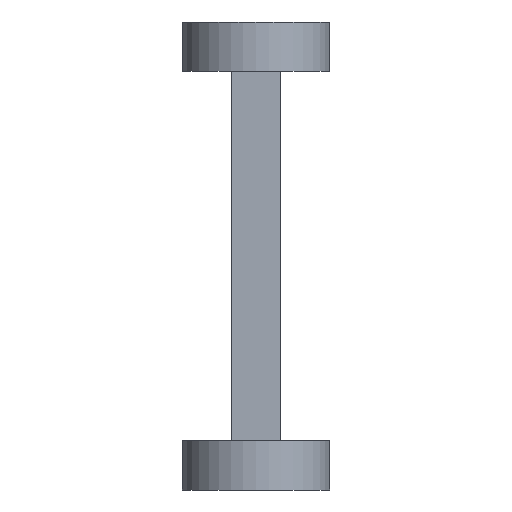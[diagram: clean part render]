
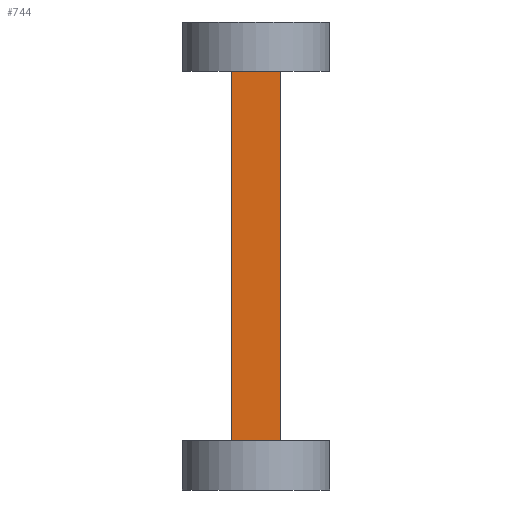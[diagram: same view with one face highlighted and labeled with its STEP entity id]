
A CAD part, front view. The second image highlights one B-rep face of the part: STEP entity #744.
In plain terms, the highlighted planar face has unit normal (0, -1, 0).
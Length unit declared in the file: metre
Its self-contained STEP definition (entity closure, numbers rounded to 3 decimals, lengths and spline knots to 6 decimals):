
#4 = EDGE_CURVE ( 'NONE', #138, #30, #565, .T. ) ;
#30 = VERTEX_POINT ( 'NONE', #488 ) ;
#60 = DIRECTION ( 'NONE',  ( 1., 0., 0. ) ) ;
#92 = VECTOR ( 'NONE', #125, 1. ) ;
#115 = LINE ( 'NONE', #680, #92 ) ;
#125 = DIRECTION ( 'NONE',  ( 1., 0., 0. ) ) ;
#138 = VERTEX_POINT ( 'NONE', #408 ) ;
#154 = VECTOR ( 'NONE', #368, 1. ) ;
#179 = ORIENTED_EDGE ( 'NONE', *, *, #445, .T. ) ;
#231 = DIRECTION ( 'NONE',  ( 0., 0., -1. ) ) ;
#232 = ORIENTED_EDGE ( 'NONE', *, *, #547, .F. ) ;
#234 = CARTESIAN_POINT ( 'NONE',  ( 0.004, 0.076, 0.034 ) ) ;
#278 = VECTOR ( 'NONE', #231, 1. ) ;
#290 = CARTESIAN_POINT ( 'NONE',  ( 0.008, 0.076, 0.004 ) ) ;
#339 = CARTESIAN_POINT ( 'NONE',  ( 0.004, 0.076, 0.034 ) ) ;
#364 = CARTESIAN_POINT ( 'NONE',  ( 0.008, 0.076, 0.034 ) ) ;
#368 = DIRECTION ( 'NONE',  ( 0., 0., -1. ) ) ;
#384 = AXIS2_PLACEMENT_3D ( 'NONE', #339, #530, #453 ) ;
#389 = VERTEX_POINT ( 'NONE', #290 ) ;
#390 = FACE_OUTER_BOUND ( 'NONE', #650, .T. ) ;
#392 = EDGE_CURVE ( 'NONE', #138, #631, #415, .T. ) ;
#408 = CARTESIAN_POINT ( 'NONE',  ( 0.004, 0.076, 0.034 ) ) ;
#415 = LINE ( 'NONE', #234, #761 ) ;
#416 = LINE ( 'NONE', #481, #278 ) ;
#445 = EDGE_CURVE ( 'NONE', #30, #389, #115, .T. ) ;
#453 = DIRECTION ( 'NONE',  ( 0., 0., 1. ) ) ;
#481 = CARTESIAN_POINT ( 'NONE',  ( 0.008, 0.076, 0.034 ) ) ;
#488 = CARTESIAN_POINT ( 'NONE',  ( 0.004, 0.076, 0.004 ) ) ;
#505 = CARTESIAN_POINT ( 'NONE',  ( 0.004, 0.076, 0.034 ) ) ;
#530 = DIRECTION ( 'NONE',  ( 0., 1., 0. ) ) ;
#547 = EDGE_CURVE ( 'NONE', #631, #389, #416, .T. ) ;
#565 = LINE ( 'NONE', #505, #154 ) ;
#587 = ORIENTED_EDGE ( 'NONE', *, *, #392, .F. ) ;
#631 = VERTEX_POINT ( 'NONE', #364 ) ;
#650 = EDGE_LOOP ( 'NONE', ( #179, #232, #587, #695 ) ) ;
#680 = CARTESIAN_POINT ( 'NONE',  ( 0.004, 0.076, 0.004 ) ) ;
#695 = ORIENTED_EDGE ( 'NONE', *, *, #4, .T. ) ;
#721 = PLANE ( 'NONE',  #384 ) ;
#744 = ADVANCED_FACE ( 'NONE', ( #390 ), #721, .F. ) ;
#761 = VECTOR ( 'NONE', #60, 1. ) ;
